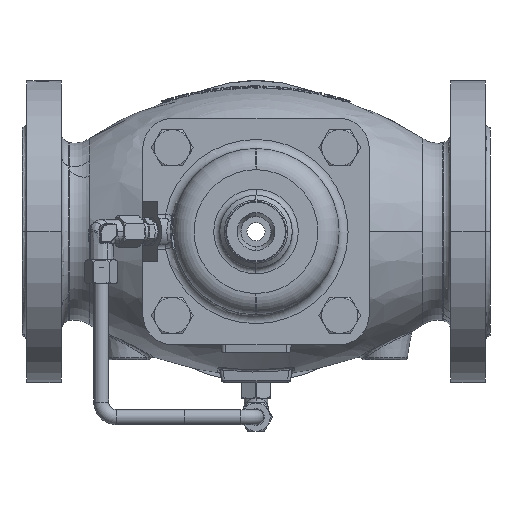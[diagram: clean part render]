
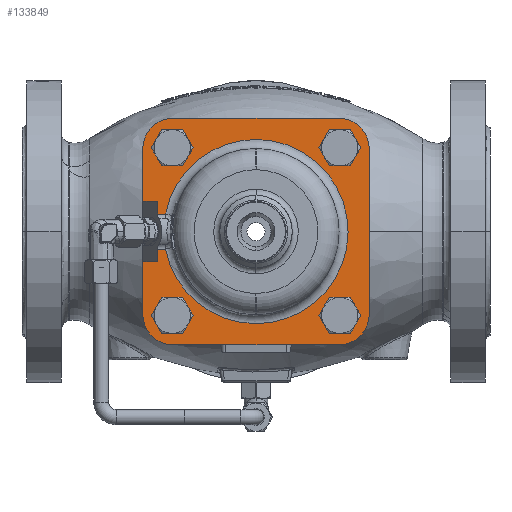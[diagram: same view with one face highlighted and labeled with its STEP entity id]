
A CAD part, front view. The second image highlights one B-rep face of the part: STEP entity #133849.
In plain terms, the highlighted planar face has unit normal (0, -1, 0).
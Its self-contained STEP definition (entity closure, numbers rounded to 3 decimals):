
#124924=DIRECTION('',(0.,0.,1.));
#124925=VECTOR('',#124924,9.815);
#124926=CARTESIAN_POINT('',(20.,131.,65.185));
#124927=LINE('',#124926,#124925);
#124928=DIRECTION('',(1.,0.,0.));
#124929=VECTOR('',#124928,35.);
#124930=CARTESIAN_POINT('',(20.,131.,75.));
#124931=LINE('',#124930,#124929);
#124932=CARTESIAN_POINT('',(55.,131.,55.));
#124933=DIRECTION('',(0.,1.,0.));
#124934=DIRECTION('',(0.,0.,1.));
#124935=AXIS2_PLACEMENT_3D('',#124932,#124933,#124934);
#124937=DIRECTION('',(0.,0.,-1.));
#124938=VECTOR('',#124937,110.);
#124939=CARTESIAN_POINT('',(75.,131.,55.));
#124940=LINE('',#124939,#124938);
#124941=CARTESIAN_POINT('',(55.,131.,-55.));
#124942=DIRECTION('',(0.,1.,0.));
#124943=DIRECTION('',(1.,0.,0.));
#124944=AXIS2_PLACEMENT_3D('',#124941,#124942,#124943);
#124946=DIRECTION('',(-1.,0.,0.));
#124947=VECTOR('',#124946,110.);
#124948=CARTESIAN_POINT('',(55.,131.,-75.));
#124949=LINE('',#124948,#124947);
#124950=CARTESIAN_POINT('',(-55.,131.,-55.));
#124951=DIRECTION('',(0.,1.,0.));
#124952=DIRECTION('',(0.,0.,-1.));
#124953=AXIS2_PLACEMENT_3D('',#124950,#124951,#124952);
#124955=DIRECTION('',(0.,0.,1.));
#124956=VECTOR('',#124955,110.);
#124957=CARTESIAN_POINT('',(-75.,131.,-55.));
#124958=LINE('',#124957,#124956);
#124959=CARTESIAN_POINT('',(-55.,131.,55.));
#124960=DIRECTION('',(0.,1.,0.));
#124961=DIRECTION('',(-1.,0.,0.));
#124962=AXIS2_PLACEMENT_3D('',#124959,#124960,#124961);
#124964=DIRECTION('',(1.,0.,0.));
#124965=VECTOR('',#124964,35.);
#124966=CARTESIAN_POINT('',(-55.,131.,75.));
#124967=LINE('',#124966,#124965);
#124968=CARTESIAN_POINT('',(0.,131.,0.));
#124969=DIRECTION('',(0.,-1.,0.));
#124970=DIRECTION('',(-0.19,0.,0.982));
#124971=AXIS2_PLACEMENT_3D('',#124968,#124969,#124970);
#124973=CARTESIAN_POINT('',(0.,131.,0.));
#124974=DIRECTION('',(0.,-1.,0.));
#124975=DIRECTION('',(-1.,0.,0.007));
#124976=AXIS2_PLACEMENT_3D('',#124973,#124974,#124975);
#124978=CARTESIAN_POINT('',(0.,131.,0.));
#124979=DIRECTION('',(0.,-1.,0.));
#124980=DIRECTION('',(1.,0.,-0.007));
#124981=AXIS2_PLACEMENT_3D('',#124978,#124979,#124980);
#124983=CARTESIAN_POINT('',(55.508,131.,55.508));
#124984=DIRECTION('',(0.,-1.,0.));
#124985=DIRECTION('',(0.,0.,1.));
#124986=AXIS2_PLACEMENT_3D('',#124983,#124984,#124985);
#124988=CARTESIAN_POINT('',(55.508,131.,55.508));
#124989=DIRECTION('',(0.,-1.,0.));
#124990=DIRECTION('',(0.,0.,-1.));
#124991=AXIS2_PLACEMENT_3D('',#124988,#124989,#124990);
#124993=CARTESIAN_POINT('',(-55.508,131.,55.508));
#124994=DIRECTION('',(0.,-1.,0.));
#124995=DIRECTION('',(-1.,0.,0.));
#124996=AXIS2_PLACEMENT_3D('',#124993,#124994,#124995);
#124998=CARTESIAN_POINT('',(-55.508,131.,55.508));
#124999=DIRECTION('',(0.,-1.,0.));
#125000=DIRECTION('',(1.,0.,0.));
#125001=AXIS2_PLACEMENT_3D('',#124998,#124999,#125000);
#125003=CARTESIAN_POINT('',(-55.508,131.,-55.508));
#125004=DIRECTION('',(0.,-1.,0.));
#125005=DIRECTION('',(0.,0.,-1.));
#125006=AXIS2_PLACEMENT_3D('',#125003,#125004,#125005);
#125008=CARTESIAN_POINT('',(-55.508,131.,-55.508));
#125009=DIRECTION('',(0.,-1.,0.));
#125010=DIRECTION('',(0.,0.,1.));
#125011=AXIS2_PLACEMENT_3D('',#125008,#125009,#125010);
#125013=CARTESIAN_POINT('',(55.508,131.,-55.508));
#125014=DIRECTION('',(0.,-1.,0.));
#125015=DIRECTION('',(1.,0.,0.));
#125016=AXIS2_PLACEMENT_3D('',#125013,#125014,#125015);
#125018=CARTESIAN_POINT('',(55.508,131.,-55.508));
#125019=DIRECTION('',(0.,-1.,0.));
#125020=DIRECTION('',(-1.,0.,0.));
#125021=AXIS2_PLACEMENT_3D('',#125018,#125019,#125020);
#125023=DIRECTION('',(0.,0.,-1.));
#125024=VECTOR('',#125023,5.302);
#125025=CARTESIAN_POINT('',(11.619,131.,65.185));
#125026=LINE('',#125025,#125024);
#125084=DIRECTION('',(0.,0.,1.));
#125085=VECTOR('',#125084,5.302);
#125086=CARTESIAN_POINT('',(-11.619,131.,
59.883));
#125087=LINE('',#125086,#125085);
#125120=DIRECTION('',(-1.,0.,0.));
#125121=VECTOR('',#125120,8.381);
#125122=CARTESIAN_POINT('',(20.,131.,65.185));
#125123=LINE('',#125122,#125121);
#125146=DIRECTION('',(-1.,0.,0.));
#125147=VECTOR('',#125146,8.381);
#125148=CARTESIAN_POINT('',(-11.619,131.,65.185));
#125149=LINE('',#125148,#125147);
#125160=DIRECTION('',(0.,0.,1.));
#125161=VECTOR('',#125160,9.815);
#125162=CARTESIAN_POINT('',(-20.,131.,65.185));
#125163=LINE('',#125162,#125161);
#132164=CARTESIAN_POINT('',(60.998,131.,-0.432));
#132165=CARTESIAN_POINT('',(11.619,131.,59.883));
#132166=VERTEX_POINT('',#132164);
#132167=VERTEX_POINT('',#132165);
#132168=CARTESIAN_POINT('',(-60.998,131.,0.432));
#132169=VERTEX_POINT('',#132168);
#132170=CARTESIAN_POINT('',(-11.619,131.,59.883));
#132171=VERTEX_POINT('',#132170);
#132172=CARTESIAN_POINT('',(11.619,131.,65.185));
#132173=VERTEX_POINT('',#132172);
#132174=CARTESIAN_POINT('',(20.,131.,65.185));
#132175=VERTEX_POINT('',#132174);
#132176=CARTESIAN_POINT('',(20.,131.,75.));
#132177=VERTEX_POINT('',#132176);
#132178=CARTESIAN_POINT('',(55.,131.,75.));
#132179=VERTEX_POINT('',#132178);
#132180=CARTESIAN_POINT('',(75.,131.,55.));
#132181=VERTEX_POINT('',#132180);
#132182=CARTESIAN_POINT('',(75.,131.,-55.));
#132183=VERTEX_POINT('',#132182);
#132184=CARTESIAN_POINT('',(55.,131.,-75.));
#132185=VERTEX_POINT('',#132184);
#132186=CARTESIAN_POINT('',(-55.,131.,-75.));
#132187=VERTEX_POINT('',#132186);
#132188=CARTESIAN_POINT('',(-75.,131.,-55.));
#132189=VERTEX_POINT('',#132188);
#132190=CARTESIAN_POINT('',(-75.,131.,55.));
#132191=VERTEX_POINT('',#132190);
#132192=CARTESIAN_POINT('',(-55.,131.,75.));
#132193=VERTEX_POINT('',#132192);
#132194=CARTESIAN_POINT('',(-20.,131.,75.));
#132195=VERTEX_POINT('',#132194);
#132196=CARTESIAN_POINT('',(-20.,131.,65.185));
#132197=VERTEX_POINT('',#132196);
#132198=CARTESIAN_POINT('',(-11.619,131.,65.185));
#132199=VERTEX_POINT('',#132198);
#132200=CARTESIAN_POINT('',(55.508,131.,64.508));
#132201=CARTESIAN_POINT('',(55.508,131.,46.508));
#132202=VERTEX_POINT('',#132200);
#132203=VERTEX_POINT('',#132201);
#132204=CARTESIAN_POINT('',(-64.508,131.,55.508));
#132205=CARTESIAN_POINT('',(-46.508,131.,55.508));
#132206=VERTEX_POINT('',#132204);
#132207=VERTEX_POINT('',#132205);
#132208=CARTESIAN_POINT('',(-55.508,131.,-64.508));
#132209=CARTESIAN_POINT('',(-55.508,131.,-46.508));
#132210=VERTEX_POINT('',#132208);
#132211=VERTEX_POINT('',#132209);
#132212=CARTESIAN_POINT('',(64.508,131.,-55.508));
#132213=CARTESIAN_POINT('',(46.508,131.,-55.508));
#132214=VERTEX_POINT('',#132212);
#132215=VERTEX_POINT('',#132213);
#133785=CARTESIAN_POINT('',(0.,131.,0.));
#133786=DIRECTION('',(0.,-1.,0.));
#133787=DIRECTION('',(-1.,0.,0.));
#133788=AXIS2_PLACEMENT_3D('',#133785,#133786,#133787);
#133789=PLANE('',#133788);
#133791=ORIENTED_EDGE('',*,*,#133790,.F.);
#133793=ORIENTED_EDGE('',*,*,#133792,.F.);
#133795=ORIENTED_EDGE('',*,*,#133794,.T.);
#133797=ORIENTED_EDGE('',*,*,#133796,.T.);
#133799=ORIENTED_EDGE('',*,*,#133798,.T.);
#133801=ORIENTED_EDGE('',*,*,#133800,.T.);
#133803=ORIENTED_EDGE('',*,*,#133802,.T.);
#133805=ORIENTED_EDGE('',*,*,#133804,.T.);
#133807=ORIENTED_EDGE('',*,*,#133806,.T.);
#133809=ORIENTED_EDGE('',*,*,#133808,.T.);
#133811=ORIENTED_EDGE('',*,*,#133810,.T.);
#133813=ORIENTED_EDGE('',*,*,#133812,.T.);
#133815=ORIENTED_EDGE('',*,*,#133814,.F.);
#133817=ORIENTED_EDGE('',*,*,#133816,.F.);
#133819=ORIENTED_EDGE('',*,*,#133818,.F.);
#133820=ORIENTED_EDGE('',*,*,#133771,.T.);
#133821=ORIENTED_EDGE('',*,*,#133769,.T.);
#133822=ORIENTED_EDGE('',*,*,#133767,.T.);
#133823=EDGE_LOOP('',(#133791,#133793,#133795,#133797,#133799,#133801,#133803,
#133805,#133807,#133809,#133811,#133813,#133815,#133817,#133819,#133820,#133821,
#133822));
#133824=FACE_OUTER_BOUND('',#133823,.F.);
#133826=ORIENTED_EDGE('',*,*,#133825,.T.);
#133828=ORIENTED_EDGE('',*,*,#133827,.T.);
#133829=EDGE_LOOP('',(#133826,#133828));
#133830=FACE_BOUND('',#133829,.F.);
#133832=ORIENTED_EDGE('',*,*,#133831,.T.);
#133834=ORIENTED_EDGE('',*,*,#133833,.T.);
#133835=EDGE_LOOP('',(#133832,#133834));
#133836=FACE_BOUND('',#133835,.F.);
#133838=ORIENTED_EDGE('',*,*,#133837,.T.);
#133840=ORIENTED_EDGE('',*,*,#133839,.T.);
#133841=EDGE_LOOP('',(#133838,#133840));
#133842=FACE_BOUND('',#133841,.F.);
#133844=ORIENTED_EDGE('',*,*,#133843,.T.);
#133846=ORIENTED_EDGE('',*,*,#133845,.T.);
#133847=EDGE_LOOP('',(#133844,#133846));
#133848=FACE_BOUND('',#133847,.F.);
#133849=ADVANCED_FACE('',(#133824,#133830,#133836,#133842,#133848),#133789,.T.);
#124936=CIRCLE('',#124935,20.);
#124945=CIRCLE('',#124944,20.);
#124954=CIRCLE('',#124953,20.);
#124963=CIRCLE('',#124962,20.);
#124972=CIRCLE('',#124971,61.);
#124977=CIRCLE('',#124976,61.);
#124982=CIRCLE('',#124981,61.);
#124987=CIRCLE('',#124986,9.);
#124992=CIRCLE('',#124991,9.);
#124997=CIRCLE('',#124996,9.);
#125002=CIRCLE('',#125001,9.);
#125007=CIRCLE('',#125006,9.);
#125012=CIRCLE('',#125011,9.);
#125017=CIRCLE('',#125016,9.);
#125022=CIRCLE('',#125021,9.);
#133767=EDGE_CURVE('',#132166,#132167,#124982,.T.);
#133769=EDGE_CURVE('',#132169,#132166,#124977,.T.);
#133771=EDGE_CURVE('',#132171,#132169,#124972,.T.);
#133790=EDGE_CURVE('',#132173,#132167,#125026,.T.);
#133792=EDGE_CURVE('',#132175,#132173,#125123,.T.);
#133794=EDGE_CURVE('',#132175,#132177,#124927,.T.);
#133796=EDGE_CURVE('',#132177,#132179,#124931,.T.);
#133798=EDGE_CURVE('',#132179,#132181,#124936,.T.);
#133800=EDGE_CURVE('',#132181,#132183,#124940,.T.);
#133802=EDGE_CURVE('',#132183,#132185,#124945,.T.);
#133804=EDGE_CURVE('',#132185,#132187,#124949,.T.);
#133806=EDGE_CURVE('',#132187,#132189,#124954,.T.);
#133808=EDGE_CURVE('',#132189,#132191,#124958,.T.);
#133810=EDGE_CURVE('',#132191,#132193,#124963,.T.);
#133812=EDGE_CURVE('',#132193,#132195,#124967,.T.);
#133814=EDGE_CURVE('',#132197,#132195,#125163,.T.);
#133816=EDGE_CURVE('',#132199,#132197,#125149,.T.);
#133818=EDGE_CURVE('',#132171,#132199,#125087,.T.);
#133825=EDGE_CURVE('',#132202,#132203,#124987,.T.);
#133827=EDGE_CURVE('',#132203,#132202,#124992,.T.);
#133831=EDGE_CURVE('',#132206,#132207,#124997,.T.);
#133833=EDGE_CURVE('',#132207,#132206,#125002,.T.);
#133837=EDGE_CURVE('',#132210,#132211,#125007,.T.);
#133839=EDGE_CURVE('',#132211,#132210,#125012,.T.);
#133843=EDGE_CURVE('',#132214,#132215,#125017,.T.);
#133845=EDGE_CURVE('',#132215,#132214,#125022,.T.);
